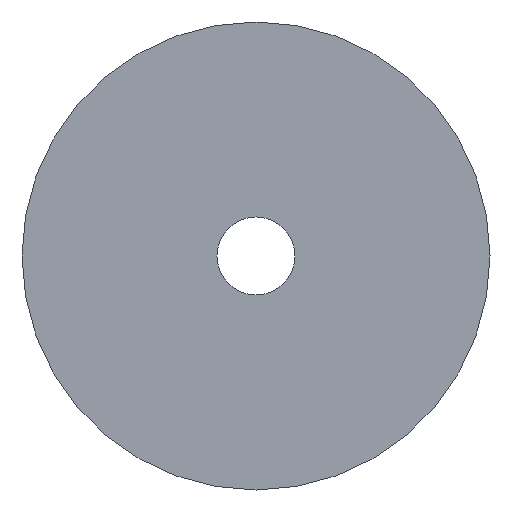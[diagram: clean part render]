
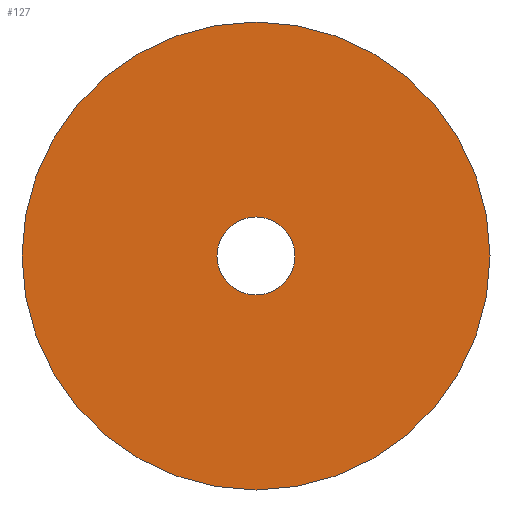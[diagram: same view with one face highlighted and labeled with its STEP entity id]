
A CAD part, left-side view. The second image highlights one B-rep face of the part: STEP entity #127.
In plain terms, the highlighted planar face has unit normal (-1, 0, 0).
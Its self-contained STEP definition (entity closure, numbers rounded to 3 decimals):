
#21 = EDGE_CURVE('',#22,#22,#24,.T.);
#22 = VERTEX_POINT('',#23);
#23 = CARTESIAN_POINT('',(20.,1.5,0.));
#24 = CIRCLE('',#25,1.5);
#25 = AXIS2_PLACEMENT_3D('',#26,#27,#28);
#26 = CARTESIAN_POINT('',(20.,0.,0.));
#27 = DIRECTION('',(1.,0.,0.));
#28 = DIRECTION('',(-0.,1.,0.));
#108 = VERTEX_POINT('',#109);
#109 = CARTESIAN_POINT('',(20.,9.,0.));
#115 = EDGE_CURVE('',#108,#108,#116,.T.);
#116 = CIRCLE('',#117,9.);
#117 = AXIS2_PLACEMENT_3D('',#118,#119,#120);
#118 = CARTESIAN_POINT('',(20.,0.,0.));
#119 = DIRECTION('',(1.,0.,0.));
#120 = DIRECTION('',(-0.,1.,0.));
#127 = ADVANCED_FACE('',(#128,#131),#134,.F.);
#128 = FACE_BOUND('',#129,.F.);
#129 = EDGE_LOOP('',(#130));
#130 = ORIENTED_EDGE('',*,*,#115,.T.);
#131 = FACE_BOUND('',#132,.F.);
#132 = EDGE_LOOP('',(#133));
#133 = ORIENTED_EDGE('',*,*,#21,.F.);
#134 = PLANE('',#135);
#135 = AXIS2_PLACEMENT_3D('',#136,#137,#138);
#136 = CARTESIAN_POINT('',(20.,0.,0.));
#137 = DIRECTION('',(1.,0.,0.));
#138 = DIRECTION('',(-0.,1.,0.));
